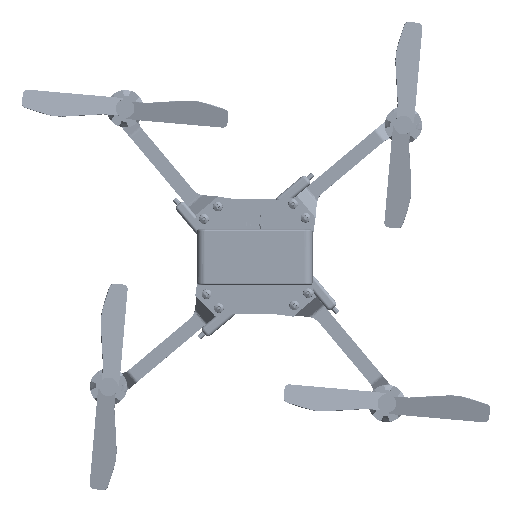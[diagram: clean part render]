
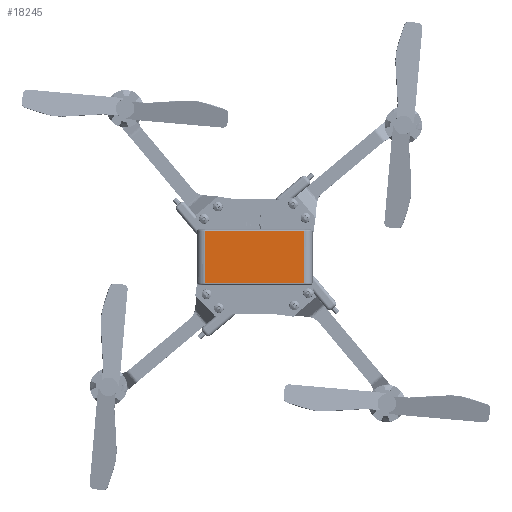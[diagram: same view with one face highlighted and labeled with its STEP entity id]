
A CAD part, top view. The second image highlights one B-rep face of the part: STEP entity #18245.
In plain terms, the highlighted free-form (B-spline) face has degree [1, 1] with [2, 2] control points.
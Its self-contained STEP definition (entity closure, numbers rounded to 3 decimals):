
#18127 = VERTEX_POINT('',#18128);
#18128 = CARTESIAN_POINT('',(27.878,14.341,
    38.917));
#18163 = VERTEX_POINT('',#18164);
#18164 = CARTESIAN_POINT('',(-29.325,14.341,
    38.917));
#18170 = EDGE_CURVE('',#18163,#18127,#18171,.T.);
#18171 = B_SPLINE_CURVE_WITH_KNOTS('',1,(#18172,#18173),.UNSPECIFIED.,
  .F.,.F.,(2,2),(-48.25,12.75),.PIECEWISE_BEZIER_KNOTS.);
#18172 = CARTESIAN_POINT('',(-29.325,14.341,
    38.917));
#18173 = CARTESIAN_POINT('',(27.878,14.341,
    38.917));
#18245 = ADVANCED_FACE('',(#18246),#18268,.T.);
#18246 = FACE_BOUND('',#18247,.T.);
#18247 = EDGE_LOOP('',(#18248,#18249,#18256,#18263));
#18248 = ORIENTED_EDGE('',*,*,#18170,.F.);
#18249 = ORIENTED_EDGE('',*,*,#18250,.F.);
#18250 = EDGE_CURVE('',#18251,#18163,#18253,.T.);
#18251 = VERTEX_POINT('',#18252);
#18252 = CARTESIAN_POINT('',(-29.325,-15.667,
    38.917));
#18253 = B_SPLINE_CURVE_WITH_KNOTS('',1,(#18254,#18255),.UNSPECIFIED.,
  .F.,.F.,(2,2),(-24.5,7.5),.PIECEWISE_BEZIER_KNOTS.);
#18254 = CARTESIAN_POINT('',(-29.325,-15.667,
    38.917));
#18255 = CARTESIAN_POINT('',(-29.325,14.341,
    38.917));
#18256 = ORIENTED_EDGE('',*,*,#18257,.F.);
#18257 = EDGE_CURVE('',#18258,#18251,#18260,.T.);
#18258 = VERTEX_POINT('',#18259);
#18259 = CARTESIAN_POINT('',(27.878,-15.667,
    38.917));
#18260 = B_SPLINE_CURVE_WITH_KNOTS('',1,(#18261,#18262),.UNSPECIFIED.,
  .F.,.F.,(2,2),(-48.25,12.75),.PIECEWISE_BEZIER_KNOTS.);
#18261 = CARTESIAN_POINT('',(27.878,-15.667,
    38.917));
#18262 = CARTESIAN_POINT('',(-29.325,-15.667,
    38.917));
#18263 = ORIENTED_EDGE('',*,*,#18264,.F.);
#18264 = EDGE_CURVE('',#18127,#18258,#18265,.T.);
#18265 = B_SPLINE_CURVE_WITH_KNOTS('',1,(#18266,#18267),.UNSPECIFIED.,
  .F.,.F.,(2,2),(-24.5,7.5),.PIECEWISE_BEZIER_KNOTS.);
#18266 = CARTESIAN_POINT('',(27.878,14.341,
    38.917));
#18267 = CARTESIAN_POINT('',(27.878,-15.667,
    38.917));
#18268 = B_SPLINE_SURFACE_WITH_KNOTS('',1,1,(
    (#18269,#18270)
    ,(#18271,#18272
  )),.UNSPECIFIED.,.F.,.F.,.F.,(2,2),(2,2),(-30.5,30.5),(-16.,16.),
  .PIECEWISE_BEZIER_KNOTS.);
#18269 = CARTESIAN_POINT('',(-29.325,-15.667,
    38.917));
#18270 = CARTESIAN_POINT('',(-29.325,14.341,
    38.917));
#18271 = CARTESIAN_POINT('',(27.878,-15.667,
    38.917));
#18272 = CARTESIAN_POINT('',(27.878,14.341,
    38.917));
